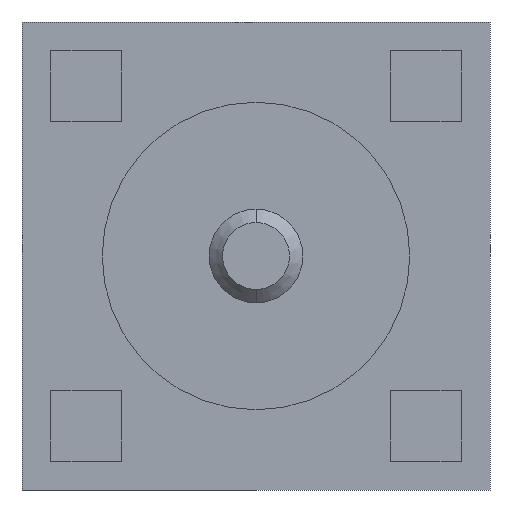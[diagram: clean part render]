
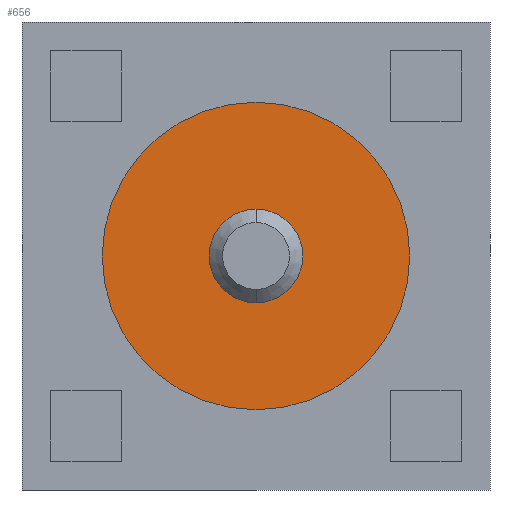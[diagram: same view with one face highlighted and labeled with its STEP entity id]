
A CAD part, front view. The second image highlights one B-rep face of the part: STEP entity #656.
In plain terms, the highlighted planar face has unit normal (0, -1, 0).
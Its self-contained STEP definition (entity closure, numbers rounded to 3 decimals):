
#15 = PLANE ( 'NONE',  #1296 ) ;
#160 = CIRCLE ( 'NONE', #1574, 0.35 ) ;
#165 = EDGE_CURVE ( 'NONE', #1082, #1906, #2252, .T. ) ;
#174 = AXIS2_PLACEMENT_3D ( 'NONE', #1278, #1795, #689 ) ;
#185 = CIRCLE ( 'NONE', #1422, 1.15 ) ;
#188 = FACE_OUTER_BOUND ( 'NONE', #1286, .T. ) ;
#224 = AXIS2_PLACEMENT_3D ( 'NONE', #2324, #2349, #1593 ) ;
#231 = ORIENTED_EDGE ( 'NONE', *, *, #2003, .F. ) ;
#326 = CARTESIAN_POINT ( 'NONE',  ( 0., 0.1, 1.15 ) ) ;
#341 = VERTEX_POINT ( 'NONE', #2211 ) ;
#458 = ORIENTED_EDGE ( 'NONE', *, *, #2190, .F. ) ;
#500 = CIRCLE ( 'NONE', #174, 0.35 ) ;
#502 = FACE_BOUND ( 'NONE', #1573, .T. ) ;
#517 = VERTEX_POINT ( 'NONE', #665 ) ;
#651 = CARTESIAN_POINT ( 'NONE',  ( 0., 0.1, 0. ) ) ;
#656 = ADVANCED_FACE ( 'NONE', ( #188, #502 ), #15, .T. ) ;
#665 = CARTESIAN_POINT ( 'NONE',  ( 0., 0.1, 0.35 ) ) ;
#689 = DIRECTION ( 'NONE',  ( 0., 0., -1. ) ) ;
#833 = ORIENTED_EDGE ( 'NONE', *, *, #165, .T. ) ;
#1082 = VERTEX_POINT ( 'NONE', #2357 ) ;
#1127 = CARTESIAN_POINT ( 'NONE',  ( 0., 0.1, 0. ) ) ;
#1139 = DIRECTION ( 'NONE',  ( 0., -1., 0. ) ) ;
#1222 = DIRECTION ( 'NONE',  ( 0., -1., 0. ) ) ;
#1278 = CARTESIAN_POINT ( 'NONE',  ( 0., 0.1, 0. ) ) ;
#1286 = EDGE_LOOP ( 'NONE', ( #833, #1429 ) ) ;
#1296 = AXIS2_PLACEMENT_3D ( 'NONE', #1127, #1139, #1682 ) ;
#1422 = AXIS2_PLACEMENT_3D ( 'NONE', #651, #1222, #2336 ) ;
#1429 = ORIENTED_EDGE ( 'NONE', *, *, #1839, .T. ) ;
#1573 = EDGE_LOOP ( 'NONE', ( #231, #458 ) ) ;
#1574 = AXIS2_PLACEMENT_3D ( 'NONE', #2082, #1694, #1879 ) ;
#1593 = DIRECTION ( 'NONE',  ( 0., 0., -1. ) ) ;
#1682 = DIRECTION ( 'NONE',  ( 0., 0., -1. ) ) ;
#1694 = DIRECTION ( 'NONE',  ( 0., -1., 0. ) ) ;
#1795 = DIRECTION ( 'NONE',  ( 0., -1., 0. ) ) ;
#1839 = EDGE_CURVE ( 'NONE', #1906, #1082, #185, .T. ) ;
#1879 = DIRECTION ( 'NONE',  ( 0., 0., -1. ) ) ;
#1906 = VERTEX_POINT ( 'NONE', #326 ) ;
#2003 = EDGE_CURVE ( 'NONE', #517, #341, #500, .T. ) ;
#2082 = CARTESIAN_POINT ( 'NONE',  ( 0., 0.1, 0. ) ) ;
#2190 = EDGE_CURVE ( 'NONE', #341, #517, #160, .T. ) ;
#2211 = CARTESIAN_POINT ( 'NONE',  ( 0., 0.1, -0.35 ) ) ;
#2252 = CIRCLE ( 'NONE', #224, 1.15 ) ;
#2324 = CARTESIAN_POINT ( 'NONE',  ( 0., 0.1, 0. ) ) ;
#2336 = DIRECTION ( 'NONE',  ( 0., 0., -1. ) ) ;
#2349 = DIRECTION ( 'NONE',  ( 0., -1., 0. ) ) ;
#2357 = CARTESIAN_POINT ( 'NONE',  ( 0., 0.1, -1.15 ) ) ;
